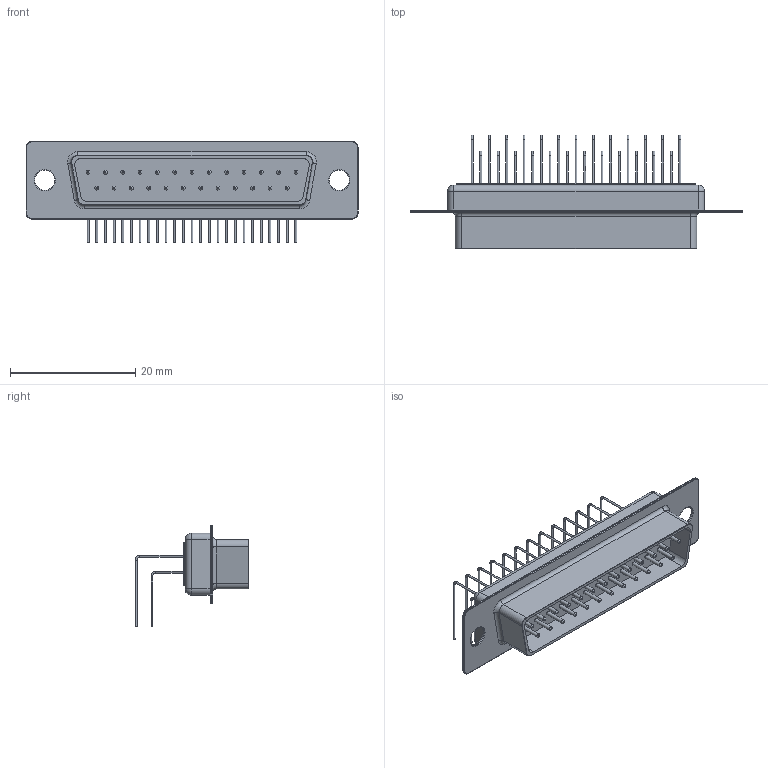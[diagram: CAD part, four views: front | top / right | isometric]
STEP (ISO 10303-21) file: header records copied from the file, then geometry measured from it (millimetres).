
FILE_DESCRIPTION(/* description */ ('model of DSUB-25_Male_Horizontal_P2.77x2.54mm_EdgePinOffset9.40mm'),/* implementation_level */ '2;1');
FILE_NAME(/* name */ 'DSUB-25_Male_Horizontal_P2.77x2.54mm_EdgePinOffset9.40mm.step',/* time_stamp */ '2019-01-05T14:11:07',/* author */ ('kicad StepUp','ksu'),/* organization */ ('FreeCAD'),/* preprocessor_version */ 'OCC',/* originating_system */ 'kicad StepUp',/* authorisation */ '');
FILE_SCHEMA(('AUTOMOTIVE_DESIGN { 1 0 10303 214 1 1 1 1 }'));
Length unit declared in the file: millimetre
Products named in the file (1): DSUB_44_male
Bounding box: 53.1 x 18.19 x 16.27 mm (x, y, z)
Volume: 2743.6 mm3; surface area: 4044.2 mm2
Topology: 1 solids, 2 shells, 349 faces, 726 edges, 432 vertices
Faces by surface type: cylinder 163, plane 83, revolution 54, torus 41, cone 4, sphere 4
Full cylindrical faces by diameter (mm): 0.3 x75, 0.6 x50, 3.2 x2
Entity records: 7687 total; most frequent: CARTESIAN_POINT 1742, ORIENTED_EDGE 1178, EDGE_CURVE 722, AXIS2_PLACEMENT_3D 690, FACE_BOUND 506, EDGE_LOOP 506, CIRCLE 479, VERTEX_POINT 432
